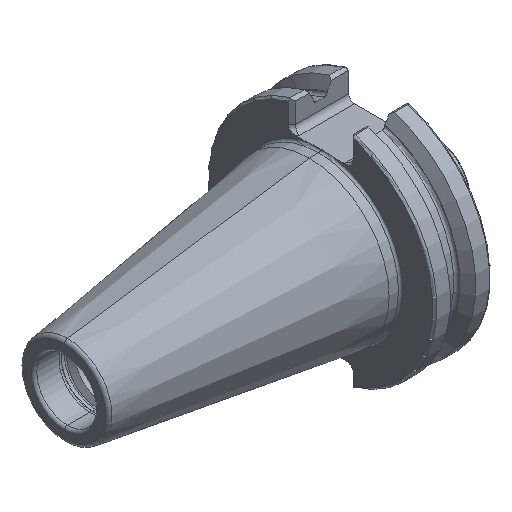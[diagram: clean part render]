
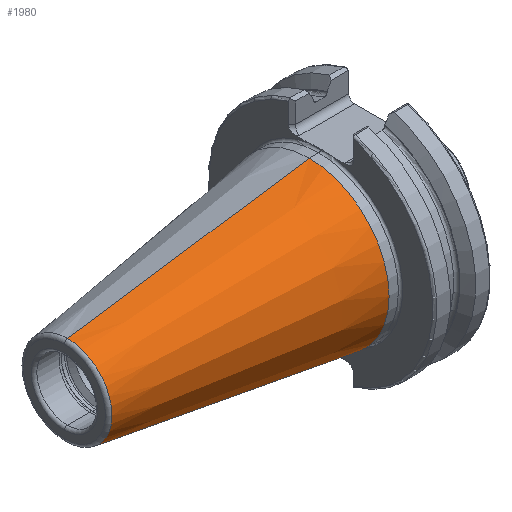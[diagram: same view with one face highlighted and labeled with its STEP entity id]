
A CAD part, isometric view. The second image highlights one B-rep face of the part: STEP entity #1980.
In plain terms, the highlighted conical face has half-angle 8.297 degrees and reference radius 22.225 mm.
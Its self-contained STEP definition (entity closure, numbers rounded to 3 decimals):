
#89 = LINE ( 'NONE', #4250, #4564 ) ;
#104 = CARTESIAN_POINT ( 'NONE',  ( -67.394, 0., 0. ) ) ;
#142 = CARTESIAN_POINT ( 'NONE',  ( -67.394, 0., 12.397 ) ) ;
#154 = DIRECTION ( 'NONE',  ( -1., 0., 0. ) ) ;
#213 = VERTEX_POINT ( 'NONE', #142 ) ;
#353 = VECTOR ( 'NONE', #3495, 1000. ) ;
#406 = DIRECTION ( 'NONE',  ( 0., 0., 1. ) ) ;
#420 = LINE ( 'NONE', #3509, #353 ) ;
#599 = EDGE_CURVE ( 'NONE', #1480, #4586, #89, .T. ) ;
#748 = EDGE_CURVE ( 'NONE', #1480, #213, #3168, .T. ) ;
#971 = CARTESIAN_POINT ( 'NONE',  ( 0., 0., 0. ) ) ;
#1066 = EDGE_CURVE ( 'NONE', #4586, #3998, #3339, .T. ) ;
#1229 = DIRECTION ( 'NONE',  ( 0., 0., -1. ) ) ;
#1271 = DIRECTION ( 'NONE',  ( 1., 0., 0. ) ) ;
#1480 = VERTEX_POINT ( 'NONE', #4624 ) ;
#1496 = CARTESIAN_POINT ( 'NONE',  ( 0., 0., -22.225 ) ) ;
#1980 = ADVANCED_FACE ( 'NONE', ( #3395 ), #2930, .T. ) ;
#2211 = AXIS2_PLACEMENT_3D ( 'NONE', #971, #1271, #1229 ) ;
#2602 = EDGE_LOOP ( 'NONE', ( #4673, #4397, #4285, #4191 ) ) ;
#2612 = CARTESIAN_POINT ( 'NONE',  ( 0., 0., 0. ) ) ;
#2887 = AXIS2_PLACEMENT_3D ( 'NONE', #2612, #3277, #3460 ) ;
#2930 = CONICAL_SURFACE ( 'NONE', #2211, 22.225, 0.145 ) ;
#3168 = CIRCLE ( 'NONE', #4417, 12.397 ) ;
#3277 = DIRECTION ( 'NONE',  ( -1., 0., 0. ) ) ;
#3339 = CIRCLE ( 'NONE', #2887, 22.225 ) ;
#3395 = FACE_OUTER_BOUND ( 'NONE', #2602, .T. ) ;
#3460 = DIRECTION ( 'NONE',  ( 0., 0., 1. ) ) ;
#3495 = DIRECTION ( 'NONE',  ( 0.99, 0., 0.144 ) ) ;
#3509 = CARTESIAN_POINT ( 'NONE',  ( 0., 0., 22.225 ) ) ;
#3998 = VERTEX_POINT ( 'NONE', #4435 ) ;
#4175 = EDGE_CURVE ( 'NONE', #213, #3998, #420, .T. ) ;
#4191 = ORIENTED_EDGE ( 'NONE', *, *, #1066, .T. ) ;
#4250 = CARTESIAN_POINT ( 'NONE',  ( 0., 0., -22.225 ) ) ;
#4285 = ORIENTED_EDGE ( 'NONE', *, *, #599, .T. ) ;
#4397 = ORIENTED_EDGE ( 'NONE', *, *, #748, .F. ) ;
#4417 = AXIS2_PLACEMENT_3D ( 'NONE', #104, #154, #406 ) ;
#4435 = CARTESIAN_POINT ( 'NONE',  ( 0., 0., 22.225 ) ) ;
#4564 = VECTOR ( 'NONE', #4608, 1000. ) ;
#4586 = VERTEX_POINT ( 'NONE', #1496 ) ;
#4608 = DIRECTION ( 'NONE',  ( 0.99, 0., -0.144 ) ) ;
#4624 = CARTESIAN_POINT ( 'NONE',  ( -67.394, 0., -12.397 ) ) ;
#4673 = ORIENTED_EDGE ( 'NONE', *, *, #4175, .F. ) ;
